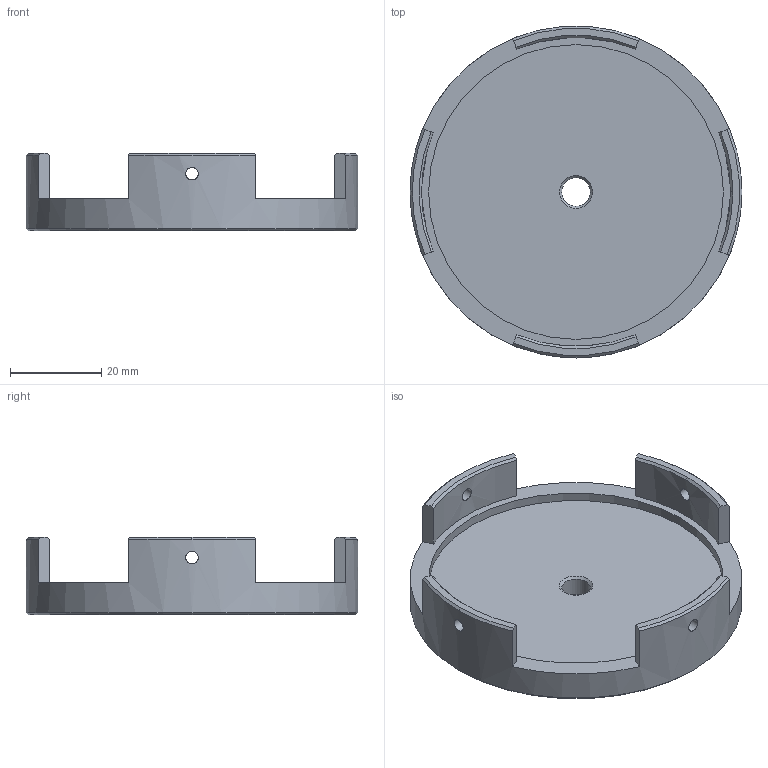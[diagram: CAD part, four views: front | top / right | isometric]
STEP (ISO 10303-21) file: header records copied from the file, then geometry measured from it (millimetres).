
FILE_DESCRIPTION(('HOOPS Exchange Step'),'2;1');
FILE_NAME('temp_export','2023-06-13T19:31:59-04:00',('gmoua'),('Shapr3D Limited'),'HOOPS Exchange 2022.2','Shapr3D','Authorized');
FILE_SCHEMA( ('AUTOMOTIVE_DESIGN { 1 0 10303 214 1 1 1 1 }') );
Length unit declared in the file: millimetre
Products named in the file (1): Inner Focus Guide Finish
Bounding box: 72.6 x 72.6 x 17 mm (x, y, z)
Volume: 24920.2 mm3; surface area: 12614.5 mm2
Topology: 1 solids, 1 shells, 40 faces, 118 edges, 79 vertices
Faces by surface type: plane 15, cone 13, cylinder 12
Full cylindrical faces by diameter (mm): 2.75 x4, 6.25 x1, 64.5 x1, 72.6 x1
Entity records: 2453 total; most frequent: CARTESIAN_POINT 1318, ORIENTED_EDGE 236, DIRECTION 231, EDGE_CURVE 118, AXIS2_PLACEMENT_3D 84, VERTEX_POINT 79, VECTOR 63, LINE 63
